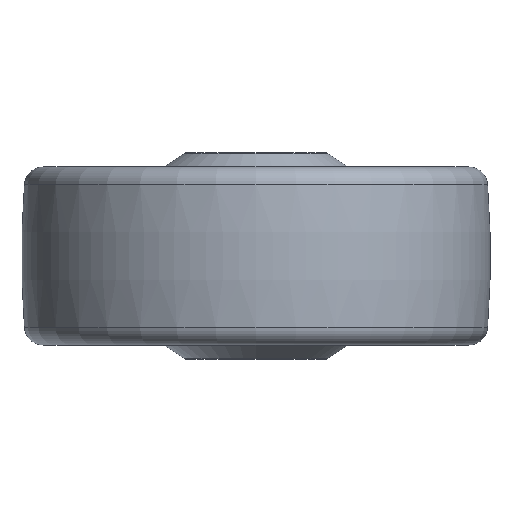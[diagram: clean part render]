
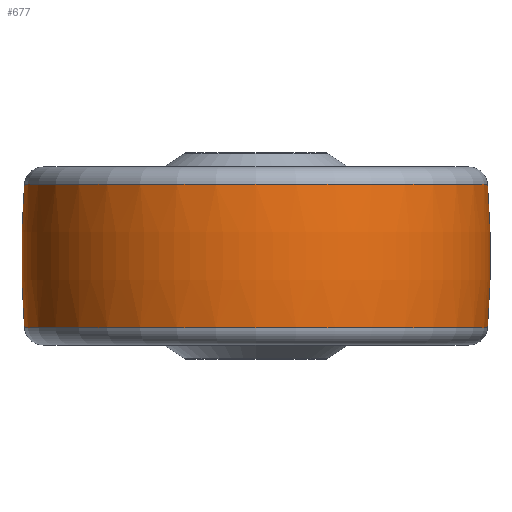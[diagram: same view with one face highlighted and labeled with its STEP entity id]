
A CAD part, front view. The second image highlights one B-rep face of the part: STEP entity #677.
In plain terms, the highlighted toroidal (fillet/blend) face has major radius 75 mm and minor radius 100 mm.
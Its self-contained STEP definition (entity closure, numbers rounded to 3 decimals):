
#105 = ORIENTED_EDGE ( 'NONE', *, *, #1421, .T. ) ;
#201 = CARTESIAN_POINT ( 'NONE',  ( -50., -44., 0. ) ) ;
#257 = EDGE_CURVE ( 'NONE', #1905, #1758, #1568, .T. ) ;
#574 = DIRECTION ( 'NONE',  ( 1., 0., 0. ) ) ;
#611 = AXIS2_PLACEMENT_3D ( 'NONE', #2441, #1505, #1308 ) ;
#677 = ADVANCED_FACE ( 'NONE', ( #2161 ), #2131, .T. ) ;
#729 = AXIS2_PLACEMENT_3D ( 'NONE', #201, #1067, #1988 ) ;
#821 = VERTEX_POINT ( 'NONE', #1591 ) ;
#836 = AXIS2_PLACEMENT_3D ( 'NONE', #2875, #1034, #574 ) ;
#966 = EDGE_CURVE ( 'NONE', #2465, #1758, #1169, .T. ) ;
#1034 = DIRECTION ( 'NONE',  ( 0., 0., -1. ) ) ;
#1067 = DIRECTION ( 'NONE',  ( 0., 1., 0. ) ) ;
#1088 = DIRECTION ( 'NONE',  ( -1., 0., 0. ) ) ;
#1165 = DIRECTION ( 'NONE',  ( 0., 0., -1. ) ) ;
#1169 = CIRCLE ( 'NONE', #1555, 24.707 ) ;
#1308 = DIRECTION ( 'NONE',  ( 1., 0., 0. ) ) ;
#1335 = CARTESIAN_POINT ( 'NONE',  ( 25., -44., 7.653 ) ) ;
#1405 = CIRCLE ( 'NONE', #729, 100. ) ;
#1421 = EDGE_CURVE ( 'NONE', #821, #1905, #2328, .T. ) ;
#1505 = DIRECTION ( 'NONE',  ( 0., -1., 0. ) ) ;
#1555 = AXIS2_PLACEMENT_3D ( 'NONE', #2310, #1165, #2508 ) ;
#1568 = CIRCLE ( 'NONE', #611, 100. ) ;
#1591 = CARTESIAN_POINT ( 'NONE',  ( 49.707, -44., 7.653 ) ) ;
#1758 = VERTEX_POINT ( 'NONE', #2169 ) ;
#1841 = EDGE_LOOP ( 'NONE', ( #105, #2856, #2353, #2297 ) ) ;
#1905 = VERTEX_POINT ( 'NONE', #2645 ) ;
#1950 = EDGE_CURVE ( 'NONE', #821, #2465, #1405, .T. ) ;
#1988 = DIRECTION ( 'NONE',  ( 0., 0., 1. ) ) ;
#2131 = TOROIDAL_SURFACE ( 'NONE', #836, -75., 100. ) ;
#2161 = FACE_OUTER_BOUND ( 'NONE', #1841, .T. ) ;
#2169 = CARTESIAN_POINT ( 'NONE',  ( 0.293, -44., -7.653 ) ) ;
#2278 = AXIS2_PLACEMENT_3D ( 'NONE', #1335, #2913, #1088 ) ;
#2297 = ORIENTED_EDGE ( 'NONE', *, *, #1950, .F. ) ;
#2310 = CARTESIAN_POINT ( 'NONE',  ( 25., -44., -7.653 ) ) ;
#2315 = CARTESIAN_POINT ( 'NONE',  ( 49.707, -44., -7.653 ) ) ;
#2328 = CIRCLE ( 'NONE', #2278, 24.707 ) ;
#2353 = ORIENTED_EDGE ( 'NONE', *, *, #966, .F. ) ;
#2441 = CARTESIAN_POINT ( 'NONE',  ( 100., -44., 0. ) ) ;
#2465 = VERTEX_POINT ( 'NONE', #2315 ) ;
#2508 = DIRECTION ( 'NONE',  ( -1., 0., 0. ) ) ;
#2645 = CARTESIAN_POINT ( 'NONE',  ( 0.293, -44., 7.653 ) ) ;
#2856 = ORIENTED_EDGE ( 'NONE', *, *, #257, .T. ) ;
#2875 = CARTESIAN_POINT ( 'NONE',  ( 25., -44., 0. ) ) ;
#2913 = DIRECTION ( 'NONE',  ( 0., 0., -1. ) ) ;
